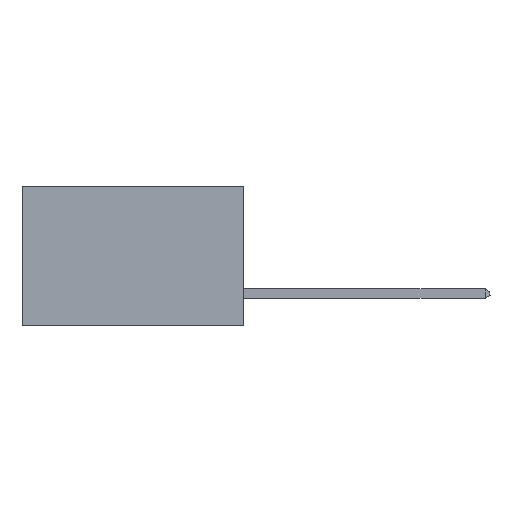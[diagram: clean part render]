
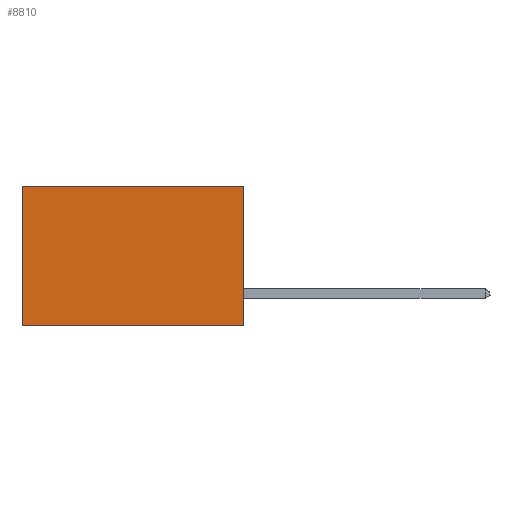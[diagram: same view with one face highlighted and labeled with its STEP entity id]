
A CAD part, left-side view. The second image highlights one B-rep face of the part: STEP entity #8810.
In plain terms, the highlighted planar face has unit normal (-1, 0, 0).
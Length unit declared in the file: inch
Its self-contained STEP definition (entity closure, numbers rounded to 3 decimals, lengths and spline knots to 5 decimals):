
#458 = LINE ( 'NONE', #14407, #11711 ) ;
#6005 = DIRECTION ( 'NONE',  ( 0., 0., -1. ) ) ;
#6329 = CARTESIAN_POINT ( 'NONE',  ( 0.277, 0., -0.37 ) ) ;
#6825 = ORIENTED_EDGE ( 'NONE', *, *, #12559, .T. ) ;
#6940 = DIRECTION ( 'NONE',  ( 1., 0., 0. ) ) ;
#6979 = FACE_OUTER_BOUND ( 'NONE', #24707, .T. ) ;
#7040 = CARTESIAN_POINT ( 'NONE',  ( 0.277, 0.59, 0. ) ) ;
#8791 = VECTOR ( 'NONE', #12975, 39.37008 ) ;
#8810 = ADVANCED_FACE ( 'NONE', ( #6979 ), #13135, .F. ) ;
#9857 = VERTEX_POINT ( 'NONE', #6329 ) ;
#10003 = ORIENTED_EDGE ( 'NONE', *, *, #15876, .F. ) ;
#10893 = CARTESIAN_POINT ( 'NONE',  ( 0.277, 0., -0.37 ) ) ;
#11022 = VECTOR ( 'NONE', #15087, 39.37008 ) ;
#11612 = CARTESIAN_POINT ( 'NONE',  ( 0.277, 0., 0. ) ) ;
#11711 = VECTOR ( 'NONE', #6005, 39.37008 ) ;
#12150 = ORIENTED_EDGE ( 'NONE', *, *, #14939, .F. ) ;
#12559 = EDGE_CURVE ( 'NONE', #22483, #22190, #458, .T. ) ;
#12866 = AXIS2_PLACEMENT_3D ( 'NONE', #19273, #6940, #21331 ) ;
#12975 = DIRECTION ( 'NONE',  ( 0., 0., -1. ) ) ;
#13135 = PLANE ( 'NONE',  #12866 ) ;
#14407 = CARTESIAN_POINT ( 'NONE',  ( 0.277, 0.59, -0.37 ) ) ;
#14431 = CARTESIAN_POINT ( 'NONE',  ( 0.277, 0.59, -0.37 ) ) ;
#14939 = EDGE_CURVE ( 'NONE', #24283, #9857, #19696, .T. ) ;
#15087 = DIRECTION ( 'NONE',  ( 0., 1., 0. ) ) ;
#15876 = EDGE_CURVE ( 'NONE', #9857, #22190, #17135, .T. ) ;
#17135 = LINE ( 'NONE', #19943, #11022 ) ;
#17878 = VECTOR ( 'NONE', #23815, 39.37008 ) ;
#19273 = CARTESIAN_POINT ( 'NONE',  ( 0.277, 0., -0.37 ) ) ;
#19696 = LINE ( 'NONE', #10893, #8791 ) ;
#19943 = CARTESIAN_POINT ( 'NONE',  ( 0.277, 0., -0.37 ) ) ;
#20488 = ORIENTED_EDGE ( 'NONE', *, *, #21019, .T. ) ;
#21019 = EDGE_CURVE ( 'NONE', #24283, #22483, #23268, .T. ) ;
#21331 = DIRECTION ( 'NONE',  ( 0., 0., -1. ) ) ;
#22190 = VERTEX_POINT ( 'NONE', #14431 ) ;
#22483 = VERTEX_POINT ( 'NONE', #7040 ) ;
#23268 = LINE ( 'NONE', #11612, #17878 ) ;
#23815 = DIRECTION ( 'NONE',  ( 0., 1., 0. ) ) ;
#24283 = VERTEX_POINT ( 'NONE', #25145 ) ;
#24707 = EDGE_LOOP ( 'NONE', ( #6825, #10003, #12150, #20488 ) ) ;
#25145 = CARTESIAN_POINT ( 'NONE',  ( 0.277, 0., 0. ) ) ;
